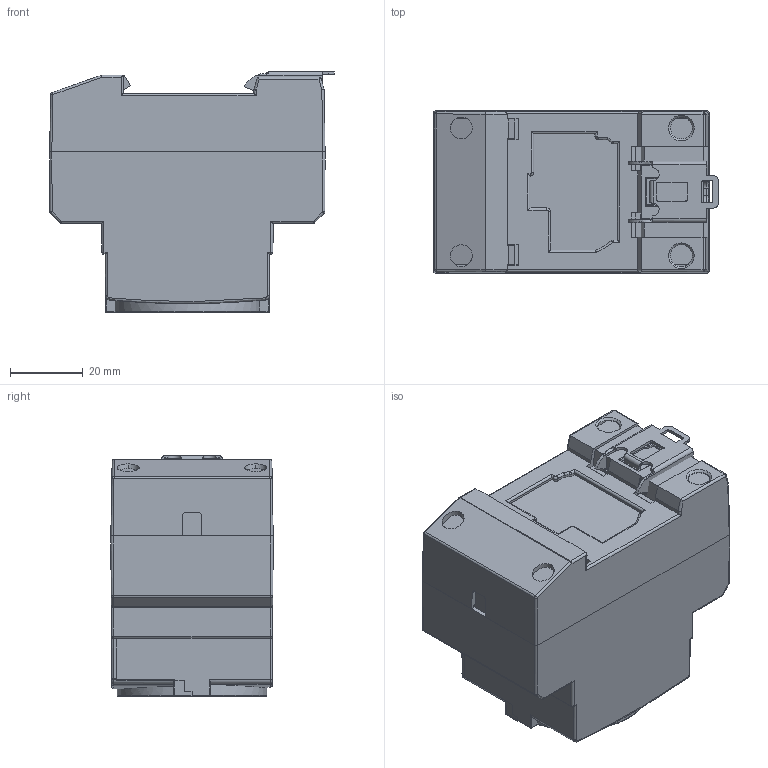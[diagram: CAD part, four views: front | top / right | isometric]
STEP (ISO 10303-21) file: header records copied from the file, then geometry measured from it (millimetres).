
FILE_DESCRIPTION((''),'2;1');
FILE_NAME('DESHI_ASM','2019-03-01T',('Administrator'),(''),'PRO/ENGINEER BY PARAMETRIC TECHNOLOGY CORPORATION, 2013040','PRO/ENGINEER BY PARAMETRIC TECHNOLOGY CORPORATION, 2013040','');
FILE_SCHEMA(('CONFIG_CONTROL_DESIGN','SHAPE_APPEARANCE_LAYERS_GROUPS'));
Length unit declared in the file: millimetre
Products named in the file (10): YIDALI_1P_XIAGAI; 3_ASM; KABAN; JIEXIANZHU; 6666666666; JIEXIANZHU_ASM; DIZUO_ASM; YIDALI_NIUJIAO; DESHI_MEYERTEC_SHANGBIAO; DESHI_ASM
Assembly tree (13 placements, depth 4):
  DESHI_ASM
    DIZUO_ASM
      YIDALI_1P_XIAGAI
      3_ASM
      KABAN
      JIEXIANZHU_ASM
        JIEXIANZHU  x3
        6666666666  x3
    YIDALI_NIUJIAO
    DESHI_MEYERTEC_SHANGBIAO
Bounding box: 78.04 x 44.5 x 66 mm (x, y, z)
Volume: 176750.2 mm3; surface area: 58194.1 mm2
Topology: 10 solids, 24 shells, 1909 faces, 5036 edges, 3231 vertices
Faces by surface type: plane 1324, cylinder 423, bspline 41, extrusion 37, cone 30, sphere 28, torus 26
Entity records: 59407 total; most frequent: CARTESIAN_POINT 11811, ORIENTED_EDGE 9136, DIRECTION 8425, EDGE_CURVE 4570, VECTOR 3645, LINE 3608, VERTEX_POINT 2929, AXIS2_PLACEMENT_3D 2390
